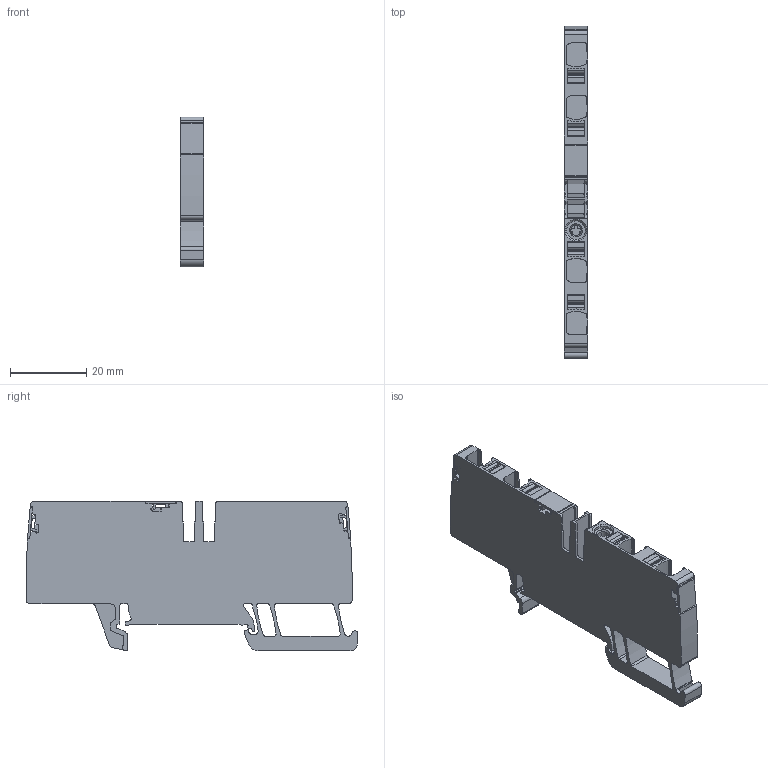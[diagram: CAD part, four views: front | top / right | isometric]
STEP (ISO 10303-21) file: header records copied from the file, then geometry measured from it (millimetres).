
FILE_DESCRIPTION(('CATIA V5 STEP Exchange','CAx-IF Rec.Pracs.--- Model Styling and Organization---1.4--- 2014-01-23'),'2;1');
FILE_NAME ('1333510-1_0', '2021-03-11T11:07:38+00:00', ('none'), ('Weidmueller'), 'CATIA Version 5-6 Release 2016 SP3 HF44', 'CATIA V5 STEP AP214', 'none');
FILE_SCHEMA(('AUTOMOTIVE_DESIGN { 1 0 10303 214 1 1 1 1 }'));
Length unit declared in the file: millimetre
Products named in the file (1): 2799180000
Bounding box: 6.1 x 87.29 x 39.45 mm (x, y, z)
Volume: 14026.4 mm3; surface area: 9585.9 mm2
Topology: 8 solids, 8 shells, 614 faces, 1783 edges, 1197 vertices
Faces by surface type: plane 337, cylinder 235, extrusion 38, cone 4
Entity records: 20387 total; most frequent: CARTESIAN_POINT 4572, ORIENTED_EDGE 3566, DIRECTION 2668, EDGE_CURVE 1783, VECTOR 1252, LINE 1214, VERTEX_POINT 1197, AXIS2_PLACEMENT_3D 930
